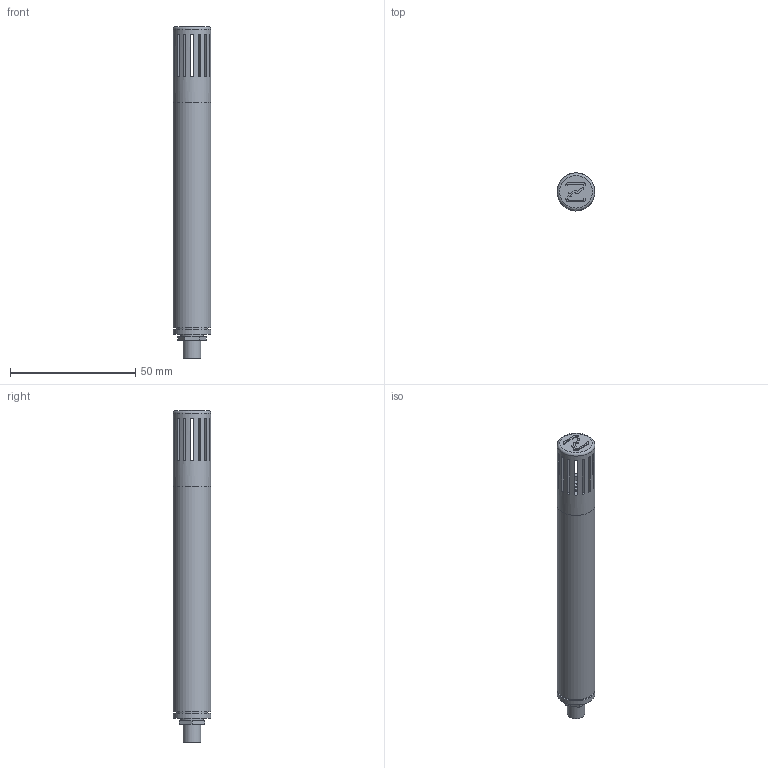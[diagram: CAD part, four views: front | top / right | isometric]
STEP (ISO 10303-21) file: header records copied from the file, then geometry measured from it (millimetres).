
FILE_DESCRIPTION(/* description */ (''),/* implementation_level */ '2;1');
FILE_NAME(/* name */ 'Pi-x0F0Zxx.step',/* time_stamp */ '2021-08-02T08:52:09+02:00',/* author */ (''),/* organization */ (''),/* preprocessor_version */ 'ST-DEVELOPER v18.1',/* originating_system */ 'Autodesk Translation Framework v10.9.0.1377',/* authorisation */ '');
FILE_SCHEMA (('AUTOMOTIVE_DESIGN { 1 0 10303 214 3 1 1 }'));
Length unit declared in the file: millimetre
Products named in the file (6): Pi-x0F0Zxx; Pi-xxx0Z; M12-4pin; Component1; Component2; Filtr_R3
Assembly tree (5 placements, depth 4):
  Pi-x0F0Zxx
    Pi-xxx0Z
      M12-4pin
        Component1
        Component2
    Filtr_R3
Bounding box: 15 x 15 x 132.3 mm (x, y, z)
Volume: 9238.3 mm3; surface area: 13145.1 mm2
Topology: 7 solids, 7 shells, 152 faces, 431 edges, 287 vertices
Faces by surface type: plane 102, cylinder 28, bspline 20, torus 2
Full cylindrical faces by diameter (mm): 1 x4, 6 x1, 7 x1, 8 x1, 9 x1, 10.526 x5, 12 x2, 12.203 x5, 15 x3
Entity records: 6877 total; most frequent: CARTESIAN_POINT 2811, ORIENTED_EDGE 862, DIRECTION 778, EDGE_CURVE 431, VERTEX_POINT 287, AXIS2_PLACEMENT_3D 262, LINE 254, VECTOR 254
